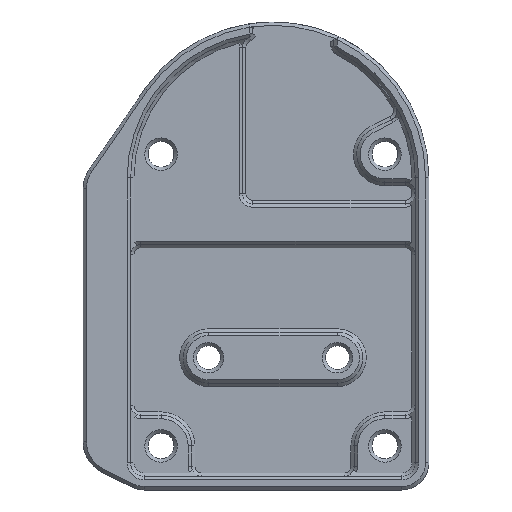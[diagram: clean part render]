
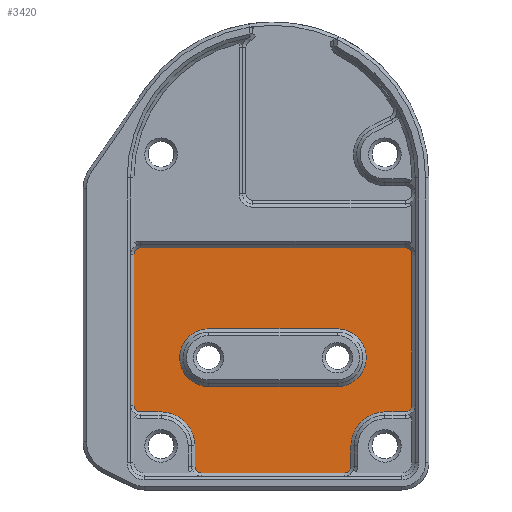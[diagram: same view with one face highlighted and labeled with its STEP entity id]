
A CAD part, top view. The second image highlights one B-rep face of the part: STEP entity #3420.
In plain terms, the highlighted planar face has unit normal (0, 0, 1).
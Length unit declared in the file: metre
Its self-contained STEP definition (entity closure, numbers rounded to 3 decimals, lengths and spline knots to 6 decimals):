
#129=CIRCLE('',#3671,0.00425);
#130=CIRCLE('',#3672,0.00425);
#131=CIRCLE('',#3673,0.001);
#132=CIRCLE('',#3674,0.001);
#133=CIRCLE('',#3675,0.001);
#134=CIRCLE('',#3676,0.001);
#135=CIRCLE('',#3677,0.005);
#136=CIRCLE('',#3678,0.001);
#137=CIRCLE('',#3679,0.001);
#138=CIRCLE('',#3680,0.005);
#295=ORIENTED_EDGE('',*,*,#1305,.T.);
#296=ORIENTED_EDGE('',*,*,#1306,.T.);
#297=ORIENTED_EDGE('',*,*,#1307,.T.);
#298=ORIENTED_EDGE('',*,*,#1308,.T.);
#299=ORIENTED_EDGE('',*,*,#1309,.T.);
#300=ORIENTED_EDGE('',*,*,#1310,.T.);
#301=ORIENTED_EDGE('',*,*,#1311,.T.);
#302=ORIENTED_EDGE('',*,*,#1312,.T.);
#303=ORIENTED_EDGE('',*,*,#1313,.T.);
#304=ORIENTED_EDGE('',*,*,#1314,.T.);
#305=ORIENTED_EDGE('',*,*,#1315,.T.);
#306=ORIENTED_EDGE('',*,*,#1316,.T.);
#307=ORIENTED_EDGE('',*,*,#1317,.T.);
#308=ORIENTED_EDGE('',*,*,#1318,.T.);
#309=ORIENTED_EDGE('',*,*,#1319,.T.);
#310=ORIENTED_EDGE('',*,*,#1320,.T.);
#311=ORIENTED_EDGE('',*,*,#1321,.T.);
#312=ORIENTED_EDGE('',*,*,#1322,.T.);
#313=ORIENTED_EDGE('',*,*,#1323,.T.);
#314=ORIENTED_EDGE('',*,*,#1324,.T.);
#1305=EDGE_CURVE('',#1810,#1811,#129,.F.);
#1306=EDGE_CURVE('',#1811,#1812,#2098,.T.);
#1307=EDGE_CURVE('',#1812,#1813,#130,.F.);
#1308=EDGE_CURVE('',#1813,#1810,#2099,.T.);
#1309=EDGE_CURVE('',#1814,#1815,#131,.T.);
#1310=EDGE_CURVE('',#1815,#1816,#2100,.T.);
#1311=EDGE_CURVE('',#1816,#1817,#132,.T.);
#1312=EDGE_CURVE('',#1817,#1818,#2101,.T.);
#1313=EDGE_CURVE('',#1818,#1819,#133,.T.);
#1314=EDGE_CURVE('',#1819,#1820,#2102,.T.);
#1315=EDGE_CURVE('',#1820,#1821,#134,.T.);
#1316=EDGE_CURVE('',#1821,#1822,#2103,.T.);
#1317=EDGE_CURVE('',#1822,#1823,#135,.F.);
#1318=EDGE_CURVE('',#1823,#1824,#2104,.T.);
#1319=EDGE_CURVE('',#1824,#1825,#136,.T.);
#1320=EDGE_CURVE('',#1825,#1826,#2105,.T.);
#1321=EDGE_CURVE('',#1826,#1827,#137,.T.);
#1322=EDGE_CURVE('',#1827,#1828,#2106,.T.);
#1323=EDGE_CURVE('',#1828,#1829,#138,.F.);
#1324=EDGE_CURVE('',#1829,#1814,#2107,.T.);
#1810=VERTEX_POINT('',#5148);
#1811=VERTEX_POINT('',#5149);
#1812=VERTEX_POINT('',#5151);
#1813=VERTEX_POINT('',#5153);
#1814=VERTEX_POINT('',#5156);
#1815=VERTEX_POINT('',#5157);
#1816=VERTEX_POINT('',#5159);
#1817=VERTEX_POINT('',#5161);
#1818=VERTEX_POINT('',#5163);
#1819=VERTEX_POINT('',#5165);
#1820=VERTEX_POINT('',#5167);
#1821=VERTEX_POINT('',#5169);
#1822=VERTEX_POINT('',#5171);
#1823=VERTEX_POINT('',#5173);
#1824=VERTEX_POINT('',#5175);
#1825=VERTEX_POINT('',#5177);
#1826=VERTEX_POINT('',#5179);
#1827=VERTEX_POINT('',#5181);
#1828=VERTEX_POINT('',#5183);
#1829=VERTEX_POINT('',#5185);
#2098=LINE('',#5150,#2442);
#2099=LINE('',#5154,#2443);
#2100=LINE('',#5158,#2444);
#2101=LINE('',#5162,#2445);
#2102=LINE('',#5166,#2446);
#2103=LINE('',#5170,#2447);
#2104=LINE('',#5174,#2448);
#2105=LINE('',#5178,#2449);
#2106=LINE('',#5182,#2450);
#2107=LINE('',#5186,#2451);
#2442=VECTOR('',#4061,1.);
#2443=VECTOR('',#4064,1.);
#2444=VECTOR('',#4067,1.);
#2445=VECTOR('',#4070,1.);
#2446=VECTOR('',#4073,1.);
#2447=VECTOR('',#4076,1.);
#2448=VECTOR('',#4079,1.);
#2449=VECTOR('',#4082,1.);
#2450=VECTOR('',#4085,1.);
#2451=VECTOR('',#4088,1.);
#2783=EDGE_LOOP('',(#295,#296,#297,#298));
#2784=EDGE_LOOP('',(#299,#300,#301,#302,#303,#304,#305,#306,#307,#308,#309,
#310,#311,#312,#313,#314));
#3041=FACE_BOUND('',#2783,.T.);
#3042=FACE_BOUND('',#2784,.T.);
#3292=PLANE('',#3670);
#3420=ADVANCED_FACE('',(#3041,#3042),#3292,.T.);
#3670=AXIS2_PLACEMENT_3D('',#5146,#4057,#4058);
#3671=AXIS2_PLACEMENT_3D('',#5147,#4059,#4060);
#3672=AXIS2_PLACEMENT_3D('',#5152,#4062,#4063);
#3673=AXIS2_PLACEMENT_3D('',#5155,#4065,#4066);
#3674=AXIS2_PLACEMENT_3D('',#5160,#4068,#4069);
#3675=AXIS2_PLACEMENT_3D('',#5164,#4071,#4072);
#3676=AXIS2_PLACEMENT_3D('',#5168,#4074,#4075);
#3677=AXIS2_PLACEMENT_3D('',#5172,#4077,#4078);
#3678=AXIS2_PLACEMENT_3D('',#5176,#4080,#4081);
#3679=AXIS2_PLACEMENT_3D('',#5180,#4083,#4084);
#3680=AXIS2_PLACEMENT_3D('',#5184,#4086,#4087);
#4057=DIRECTION('',(0.,0.,1.));
#4058=DIRECTION('',(1.,0.,0.));
#4059=DIRECTION('',(0.,0.,1.));
#4060=DIRECTION('',(1.,0.,0.));
#4061=DIRECTION('',(-1.,0.,0.));
#4062=DIRECTION('',(0.,0.,1.));
#4063=DIRECTION('',(1.,0.,0.));
#4064=DIRECTION('',(1.,0.,0.));
#4065=DIRECTION('',(0.,0.,1.));
#4066=DIRECTION('',(1.,0.,0.));
#4067=DIRECTION('',(0.,1.,0.));
#4068=DIRECTION('',(0.,0.,1.));
#4069=DIRECTION('',(1.,0.,0.));
#4070=DIRECTION('',(-1.,0.,0.));
#4071=DIRECTION('',(0.,0.,1.));
#4072=DIRECTION('',(1.,0.,0.));
#4073=DIRECTION('',(0.,-1.,0.));
#4074=DIRECTION('',(0.,0.,1.));
#4075=DIRECTION('',(1.,0.,0.));
#4076=DIRECTION('',(1.,0.,0.));
#4077=DIRECTION('',(0.,0.,1.));
#4078=DIRECTION('',(1.,0.,0.));
#4079=DIRECTION('',(0.,-1.,0.));
#4080=DIRECTION('',(0.,0.,1.));
#4081=DIRECTION('',(1.,0.,0.));
#4082=DIRECTION('',(1.,0.,0.));
#4083=DIRECTION('',(0.,0.,1.));
#4084=DIRECTION('',(1.,0.,0.));
#4085=DIRECTION('',(0.,1.,0.));
#4086=DIRECTION('',(0.,0.,1.));
#4087=DIRECTION('',(1.,0.,0.));
#4088=DIRECTION('',(1.,0.,0.));
#5146=CARTESIAN_POINT('',(-0.072261,0.037762,0.025));
#5147=CARTESIAN_POINT('',(-0.060464,0.019283,0.025));
#5148=CARTESIAN_POINT('',(-0.060464,0.023533,0.025));
#5149=CARTESIAN_POINT('',(-0.060464,0.015033,0.025));
#5150=CARTESIAN_POINT('',(-0.079464,0.015033,0.025));
#5151=CARTESIAN_POINT('',(-0.079464,0.015033,0.025));
#5152=CARTESIAN_POINT('',(-0.079464,0.019283,0.025));
#5153=CARTESIAN_POINT('',(-0.079464,0.023533,0.025));
#5154=CARTESIAN_POINT('',(-0.060464,0.023533,0.025));
#5155=CARTESIAN_POINT('',(-0.050464,0.012283,0.025));
#5156=CARTESIAN_POINT('',(-0.050464,0.011283,0.025));
#5157=CARTESIAN_POINT('',(-0.049464,0.012283,0.025));
#5158=CARTESIAN_POINT('',(-0.049464,0.034483,0.025));
#5159=CARTESIAN_POINT('',(-0.049464,0.034483,0.025));
#5160=CARTESIAN_POINT('',(-0.050464,0.034483,0.025));
#5161=CARTESIAN_POINT('',(-0.050464,0.035483,0.025));
#5162=CARTESIAN_POINT('',(-0.072261,0.035483,0.025));
#5163=CARTESIAN_POINT('',(-0.089464,0.035483,0.025));
#5164=CARTESIAN_POINT('',(-0.089464,0.034483,0.025));
#5165=CARTESIAN_POINT('',(-0.090464,0.034483,0.025));
#5166=CARTESIAN_POINT('',(-0.090464,0.037762,0.025));
#5167=CARTESIAN_POINT('',(-0.090464,0.012283,0.025));
#5168=CARTESIAN_POINT('',(-0.089464,0.012283,0.025));
#5169=CARTESIAN_POINT('',(-0.089464,0.011283,0.025));
#5170=CARTESIAN_POINT('',(-0.072261,0.011283,0.025));
#5171=CARTESIAN_POINT('',(-0.086464,0.011283,0.025));
#5172=CARTESIAN_POINT('',(-0.086464,0.006283,0.025));
#5173=CARTESIAN_POINT('',(-0.081464,0.006283,0.025));
#5174=CARTESIAN_POINT('',(-0.081464,0.003283,0.025));
#5175=CARTESIAN_POINT('',(-0.081464,0.003283,0.025));
#5176=CARTESIAN_POINT('',(-0.080464,0.003283,0.025));
#5177=CARTESIAN_POINT('',(-0.080464,0.002283,0.025));
#5178=CARTESIAN_POINT('',(-0.059464,0.002283,0.025));
#5179=CARTESIAN_POINT('',(-0.059464,0.002283,0.025));
#5180=CARTESIAN_POINT('',(-0.059464,0.003283,0.025));
#5181=CARTESIAN_POINT('',(-0.058464,0.003283,0.025));
#5182=CARTESIAN_POINT('',(-0.058464,0.037762,0.025));
#5183=CARTESIAN_POINT('',(-0.058464,0.006283,0.025));
#5184=CARTESIAN_POINT('',(-0.053464,0.006283,0.025));
#5185=CARTESIAN_POINT('',(-0.053464,0.011283,0.025));
#5186=CARTESIAN_POINT('',(-0.050464,0.011283,0.025));
